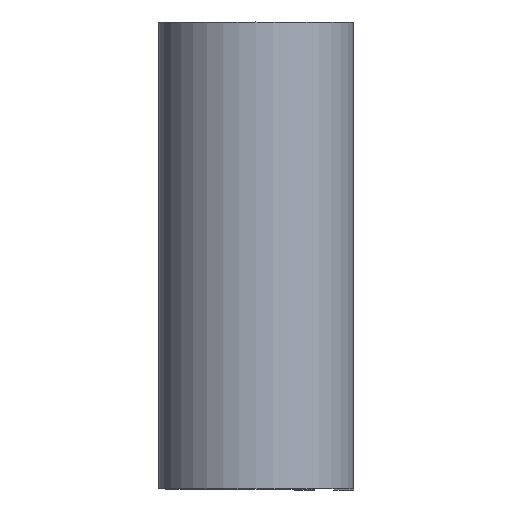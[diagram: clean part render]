
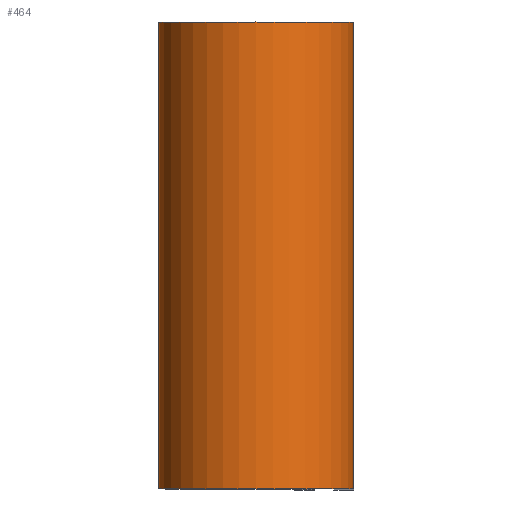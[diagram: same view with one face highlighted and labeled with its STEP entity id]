
A CAD part, top view. The second image highlights one B-rep face of the part: STEP entity #464.
In plain terms, the highlighted cylindrical face has radius 3.988 mm (diameter 7.976 mm), a partial arc.
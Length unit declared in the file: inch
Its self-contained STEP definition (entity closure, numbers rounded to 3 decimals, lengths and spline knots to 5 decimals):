
#13 = DIRECTION ( 'NONE',  ( 0., 0., -1. ) ) ;
#20 = CARTESIAN_POINT ( 'NONE',  ( 0., 0.375, 0. ) ) ;
#33 = ORIENTED_EDGE ( 'NONE', *, *, #350, .T. ) ;
#85 = VERTEX_POINT ( 'NONE', #372 ) ;
#113 = VERTEX_POINT ( 'NONE', #208 ) ;
#143 = VECTOR ( 'NONE', #391, 39.37008 ) ;
#167 = CARTESIAN_POINT ( 'NONE',  ( 0., -0.375, 0. ) ) ;
#170 = DIRECTION ( 'NONE',  ( 0., 1., 0. ) ) ;
#171 = CARTESIAN_POINT ( 'NONE',  ( 0., 0.375, -0.157 ) ) ;
#178 = DIRECTION ( 'NONE',  ( 1., 0., 0. ) ) ;
#208 = CARTESIAN_POINT ( 'NONE',  ( 0.157, -0.375, 0. ) ) ;
#219 = CARTESIAN_POINT ( 'NONE',  ( 0.157, 0.375, 0. ) ) ;
#272 = EDGE_CURVE ( 'NONE', #85, #113, #429, .T. ) ;
#289 = DIRECTION ( 'NONE',  ( 0., -1., 0. ) ) ;
#327 = DIRECTION ( 'NONE',  ( 0., -1., 0. ) ) ;
#331 = VERTEX_POINT ( 'NONE', #171 ) ;
#350 = EDGE_CURVE ( 'NONE', #331, #640, #523, .T. ) ;
#372 = CARTESIAN_POINT ( 'NONE',  ( 0.157, 0.375, 0. ) ) ;
#391 = DIRECTION ( 'NONE',  ( 0., -1., 0. ) ) ;
#406 = AXIS2_PLACEMENT_3D ( 'NONE', #167, #170, #178 ) ;
#412 = EDGE_LOOP ( 'NONE', ( #517, #545, #524, #33 ) ) ;
#429 = LINE ( 'NONE', #219, #143 ) ;
#436 = AXIS2_PLACEMENT_3D ( 'NONE', #20, #289, #13 ) ;
#437 = CARTESIAN_POINT ( 'NONE',  ( 0., 0.375, 0. ) ) ;
#445 = DIRECTION ( 'NONE',  ( 0., 1., 0. ) ) ;
#450 = DIRECTION ( 'NONE',  ( 1., 0., 0. ) ) ;
#463 = CIRCLE ( 'NONE', #621, 0.157 ) ;
#464 = ADVANCED_FACE ( 'NONE', ( #693 ), #514, .T. ) ;
#484 = EDGE_CURVE ( 'NONE', #640, #113, #534, .T. ) ;
#514 = CYLINDRICAL_SURFACE ( 'NONE', #436, 0.157 ) ;
#517 = ORIENTED_EDGE ( 'NONE', *, *, #484, .T. ) ;
#523 = LINE ( 'NONE', #613, #684 ) ;
#524 = ORIENTED_EDGE ( 'NONE', *, *, #569, .F. ) ;
#534 = CIRCLE ( 'NONE', #406, 0.157 ) ;
#545 = ORIENTED_EDGE ( 'NONE', *, *, #272, .F. ) ;
#569 = EDGE_CURVE ( 'NONE', #331, #85, #463, .T. ) ;
#613 = CARTESIAN_POINT ( 'NONE',  ( 0., 0.375, -0.157 ) ) ;
#621 = AXIS2_PLACEMENT_3D ( 'NONE', #437, #445, #450 ) ;
#640 = VERTEX_POINT ( 'NONE', #728 ) ;
#684 = VECTOR ( 'NONE', #327, 39.37008 ) ;
#693 = FACE_OUTER_BOUND ( 'NONE', #412, .T. ) ;
#728 = CARTESIAN_POINT ( 'NONE',  ( 0., -0.375, -0.157 ) ) ;
